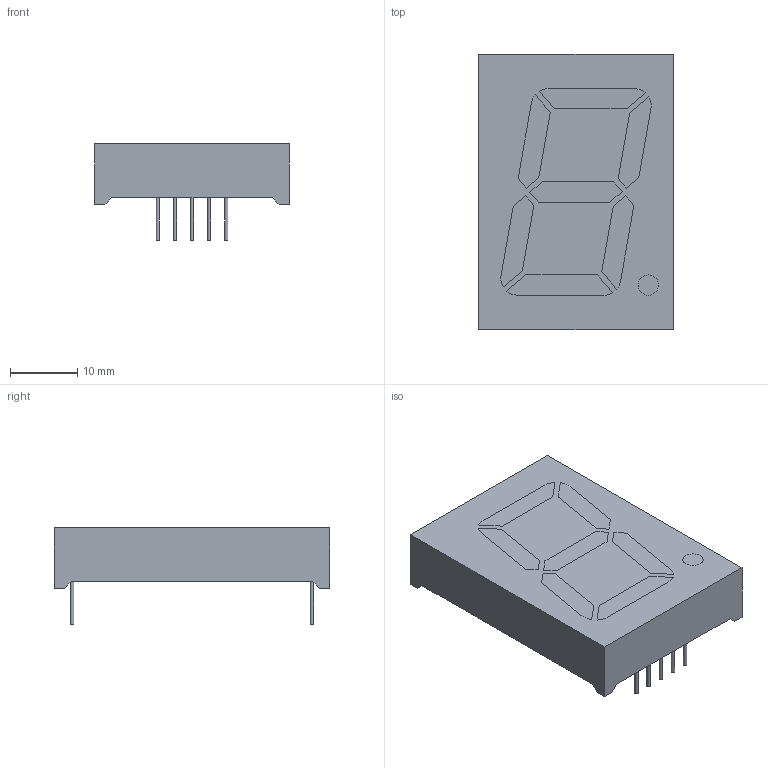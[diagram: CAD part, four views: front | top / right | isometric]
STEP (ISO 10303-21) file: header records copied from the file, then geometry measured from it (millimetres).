
FILE_DESCRIPTION(('STEP AP214'), '1');
FILE_NAME('BL-S120X-11', '2016-08-20T17:11:06', ('Nobody'), (''), 'ASCON STEP Converter 1.3', 'ASCON Math Kernel', '');
FILE_SCHEMA(('AUTOMOTIVE_DESIGN { 1 0 10303 214 3 1 1}'));
Length unit declared in the file: millimetre
Bounding box: 28.8 x 40.8 x 14.3 mm (x, y, z)
Volume: 8870 mm3; surface area: 3690 mm2
Topology: 11 solids, 11 shells, 64 faces, 145 edges, 111 vertices
Faces by surface type: plane 54, cylinder 10
Full cylindrical faces by diameter (mm): 0.51 x10
Entity records: 2408 total; most frequent: CARTESIAN_POINT 311, DIRECTION 294, ORIENTED_EDGE 270, EDGE_CURVE 135, VERTEX_POINT 111, LINE 106, VECTOR 106, AXIS2_PLACEMENT_3D 94
